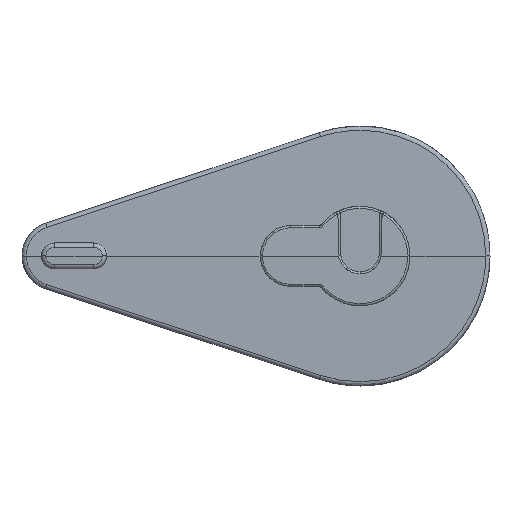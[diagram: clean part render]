
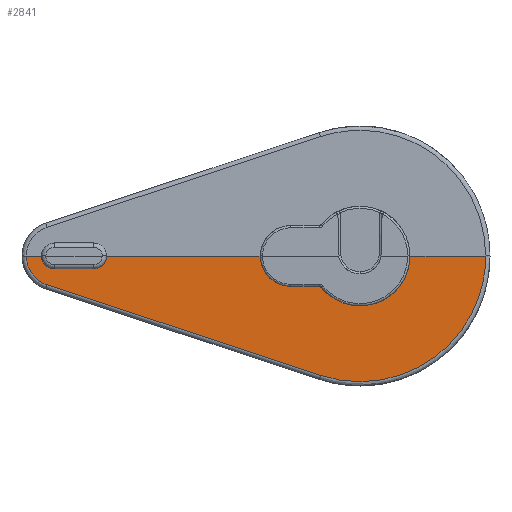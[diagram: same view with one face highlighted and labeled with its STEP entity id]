
A CAD part, left-side view. The second image highlights one B-rep face of the part: STEP entity #2841.
In plain terms, the highlighted planar face has unit normal (-1, 0, -0.018).
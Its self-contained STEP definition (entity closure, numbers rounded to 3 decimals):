
#202 = AXIS2_PLACEMENT_3D ( 'NONE', #6840, #6757, #6752 ) ;
#239 = CARTESIAN_POINT ( 'NONE',  ( 6.558, 36.1, -3.331 ) ) ;
#333 = ORIENTED_EDGE ( 'NONE', *, *, #1930, .T. ) ;
#731 =( BOUNDED_CURVE ( )  B_SPLINE_CURVE ( 3, ( #7473, #7377, #7264, #7308 ),
 .UNSPECIFIED., .F., .F. ) 
 B_SPLINE_CURVE_WITH_KNOTS ( ( 4, 4 ),
 ( 4.712, 6.283 ),
 .UNSPECIFIED. ) 
 CURVE ( )  GEOMETRIC_REPRESENTATION_ITEM ( )  RATIONAL_B_SPLINE_CURVE ( ( 1., 0.805, 0.805, 1. ) ) 
 REPRESENTATION_ITEM ( '' )  );
#867 = VECTOR ( 'NONE', #3698, 1000. ) ;
#957 = CARTESIAN_POINT ( 'NONE',  ( 6.5, 29.25, 0. ) ) ;
#984 = ORIENTED_EDGE ( 'NONE', *, *, #1763, .T. ) ;
#1047 = VERTEX_POINT ( 'NONE', #7069 ) ;
#1121 = CARTESIAN_POINT ( 'NONE',  ( 6.526, 35.25, -1.5 ) ) ;
#1215 =( BOUNDED_CURVE ( )  B_SPLINE_CURVE ( 3, ( #2392, #2523, #2337, #2310 ),
 .UNSPECIFIED., .F., .T. ) 
 B_SPLINE_CURVE_WITH_KNOTS ( ( 4, 4 ),
 ( 4.71, 5.963 ),
 .UNSPECIFIED. ) 
 CURVE ( )  GEOMETRIC_REPRESENTATION_ITEM ( )  RATIONAL_B_SPLINE_CURVE ( ( 1., 0.873, 0.873, 1. ) ) 
 REPRESENTATION_ITEM ( '' )  );
#1326 = ORIENTED_EDGE ( 'NONE', *, *, #1867, .T. ) ;
#1574 = LINE ( 'NONE', #4413, #4607 ) ;
#1763 = EDGE_CURVE ( 'NONE', #2941, #5736, #1574, .T. ) ;
#1867 = EDGE_CURVE ( 'NONE', #6163, #1047, #7247, .T. ) ;
#1875 = EDGE_CURVE ( 'NONE', #1047, #4524, #3135, .T. ) ;
#1887 = ORIENTED_EDGE ( 'NONE', *, *, #1969, .F. ) ;
#1929 = CARTESIAN_POINT ( 'NONE',  ( 6.5, 38.5, 0. ) ) ;
#1930 = EDGE_CURVE ( 'NONE', #4524, #4359, #7094, .T. ) ;
#1969 = EDGE_CURVE ( 'NONE', #2003, #4359, #3042, .T. ) ;
#1988 = EDGE_CURVE ( 'NONE', #2003, #5084, #4222, .T. ) ;
#2003 = VERTEX_POINT ( 'NONE', #3710 ) ;
#2051 = EDGE_CURVE ( 'NONE', #3486, #5084, #3014, .T. ) ;
#2052 = EDGE_CURVE ( 'NONE', #6395, #3486, #4015, .T. ) ;
#2244 = CARTESIAN_POINT ( 'NONE',  ( 6.5, -14.5, 0. ) ) ;
#2310 = CARTESIAN_POINT ( 'NONE',  ( 6.558, 36.1, -3.331 ) ) ;
#2337 = CARTESIAN_POINT ( 'NONE',  ( 6.55, 37.588, -2.839 ) ) ;
#2392 = CARTESIAN_POINT ( 'NONE',  ( 6.5, 38.5, 0. ) ) ;
#2523 = CARTESIAN_POINT ( 'NONE',  ( 6.527, 38.504, -1.567 ) ) ;
#2783 = FACE_OUTER_BOUND ( 'NONE', #5756, .T. ) ;
#2841 = ADVANCED_FACE ( 'NONE', ( #2783 ), #6796, .T. ) ;
#2941 = VERTEX_POINT ( 'NONE', #4839 ) ;
#3014 =( BOUNDED_CURVE ( )  B_SPLINE_CURVE ( 3, ( #3554, #3539, #3543, #3520 ),
 .UNSPECIFIED., .F., .T. ) 
 B_SPLINE_CURVE_WITH_KNOTS ( ( 4, 4 ),
 ( 0., 1.571 ),
 .UNSPECIFIED. ) 
 CURVE ( )  GEOMETRIC_REPRESENTATION_ITEM ( )  RATIONAL_B_SPLINE_CURVE ( ( 1., 0.805, 0.805, 1. ) ) 
 REPRESENTATION_ITEM ( '' )  );
#3042 =( BOUNDED_CURVE ( )  B_SPLINE_CURVE ( 3, ( #3927, #3899, #3860, #3824 ),
 .UNSPECIFIED., .F., .T. ) 
 B_SPLINE_CURVE_WITH_KNOTS ( ( 4, 4 ),
 ( 1.571, 4.712 ),
 .UNSPECIFIED. ) 
 CURVE ( )  GEOMETRIC_REPRESENTATION_ITEM ( )  RATIONAL_B_SPLINE_CURVE ( ( 1., 0.333, 0.333, 1. ) ) 
 REPRESENTATION_ITEM ( '' )  );
#3095 = ORIENTED_EDGE ( 'NONE', *, *, #1875, .T. ) ;
#3118 = EDGE_CURVE ( 'NONE', #5736, #6163, #1215, .T. ) ;
#3135 =( BOUNDED_CURVE ( )  B_SPLINE_CURVE ( 3, ( #4072, #4083, #4002, #4000 ),
 .UNSPECIFIED., .F., .T. ) 
 B_SPLINE_CURVE_WITH_KNOTS ( ( 4, 4 ),
 ( 2.822, 4.713 ),
 .UNSPECIFIED. ) 
 CURVE ( )  GEOMETRIC_REPRESENTATION_ITEM ( )  RATIONAL_B_SPLINE_CURVE ( ( 1., 0.724, 0.724, 1. ) ) 
 REPRESENTATION_ITEM ( '' )  );
#3382 = DIRECTION ( 'NONE',  ( 0., -1., 0. ) ) ;
#3486 = VERTEX_POINT ( 'NONE', #4483 ) ;
#3520 = CARTESIAN_POINT ( 'NONE',  ( 6.5, 29.25, 0. ) ) ;
#3529 = CARTESIAN_POINT ( 'NONE',  ( 6.526, 0., -1.5 ) ) ;
#3539 = CARTESIAN_POINT ( 'NONE',  ( 6.526, 29.871, -1.5 ) ) ;
#3543 = CARTESIAN_POINT ( 'NONE',  ( 6.515, 29.25, -0.879 ) ) ;
#3554 = CARTESIAN_POINT ( 'NONE',  ( 6.526, 30.75, -1.5 ) ) ;
#3685 = ORIENTED_EDGE ( 'NONE', *, *, #2052, .F. ) ;
#3698 = DIRECTION ( 'NONE',  ( 0., 1., 0. ) ) ;
#3710 = CARTESIAN_POINT ( 'NONE',  ( 6.5, 5.75, 0. ) ) ;
#3824 = CARTESIAN_POINT ( 'NONE',  ( 6.5, -5.75, 0. ) ) ;
#3860 = CARTESIAN_POINT ( 'NONE',  ( 6.701, -5.75, -11.5 ) ) ;
#3881 = CARTESIAN_POINT ( 'NONE',  ( 6.5, 0., 0. ) ) ;
#3899 = CARTESIAN_POINT ( 'NONE',  ( 6.701, 5.75, -11.5 ) ) ;
#3914 = DIRECTION ( 'NONE',  ( 0., 1., 0. ) ) ;
#3927 = CARTESIAN_POINT ( 'NONE',  ( 6.5, 5.75, 0. ) ) ;
#3948 = CARTESIAN_POINT ( 'NONE',  ( 6.5, 0., 0. ) ) ;
#4000 = CARTESIAN_POINT ( 'NONE',  ( 6.5, -14.5, 0. ) ) ;
#4002 = CARTESIAN_POINT ( 'NONE',  ( 6.689, -14.507, -10.833 ) ) ;
#4015 = LINE ( 'NONE', #3529, #6927 ) ;
#4030 = DIRECTION ( 'NONE',  ( 0.005, -0.949, -0.314 ) ) ;
#4064 = CARTESIAN_POINT ( 'NONE',  ( 6.74, 4.56, -13.773 ) ) ;
#4072 = CARTESIAN_POINT ( 'NONE',  ( 6.74, 4.557, -13.774 ) ) ;
#4083 = CARTESIAN_POINT ( 'NONE',  ( 6.8, -5.727, -17.179 ) ) ;
#4222 = LINE ( 'NONE', #3881, #867 ) ;
#4280 = CARTESIAN_POINT ( 'NONE',  ( 6.5, -5.75, 0. ) ) ;
#4339 = ORIENTED_EDGE ( 'NONE', *, *, #3118, .T. ) ;
#4359 = VERTEX_POINT ( 'NONE', #4280 ) ;
#4394 = DIRECTION ( 'NONE',  ( 0., 1., 0. ) ) ;
#4413 = CARTESIAN_POINT ( 'NONE',  ( 6.5, 0., 0. ) ) ;
#4483 = CARTESIAN_POINT ( 'NONE',  ( 6.526, 30.75, -1.5 ) ) ;
#4524 = VERTEX_POINT ( 'NONE', #2244 ) ;
#4607 = VECTOR ( 'NONE', #4394, 1000. ) ;
#4839 = CARTESIAN_POINT ( 'NONE',  ( 6.5, 36.75, 0. ) ) ;
#5084 = VERTEX_POINT ( 'NONE', #957 ) ;
#5103 = ORIENTED_EDGE ( 'NONE', *, *, #1988, .T. ) ;
#5230 = EDGE_CURVE ( 'NONE', #2941, #6395, #731, .T. ) ;
#5481 = ORIENTED_EDGE ( 'NONE', *, *, #5230, .F. ) ;
#5630 = VECTOR ( 'NONE', #3914, 1000. ) ;
#5736 = VERTEX_POINT ( 'NONE', #1929 ) ;
#5756 = EDGE_LOOP ( 'NONE', ( #984, #4339, #1326, #3095, #333, #1887, #5103, #6618, #3685, #5481 ) ) ;
#6163 = VERTEX_POINT ( 'NONE', #239 ) ;
#6395 = VERTEX_POINT ( 'NONE', #1121 ) ;
#6618 = ORIENTED_EDGE ( 'NONE', *, *, #2051, .F. ) ;
#6752 = DIRECTION ( 'NONE',  ( -0.017, 0., 1. ) ) ;
#6757 = DIRECTION ( 'NONE',  ( -1., 0., -0.017 ) ) ;
#6796 = PLANE ( 'NONE',  #202 ) ;
#6840 = CARTESIAN_POINT ( 'NONE',  ( 6.5, 0., 0. ) ) ;
#6927 = VECTOR ( 'NONE', #3382, 1000. ) ;
#7069 = CARTESIAN_POINT ( 'NONE',  ( 6.74, 4.557, -13.774 ) ) ;
#7094 = LINE ( 'NONE', #3948, #5630 ) ;
#7247 = LINE ( 'NONE', #4064, #7408 ) ;
#7264 = CARTESIAN_POINT ( 'NONE',  ( 6.526, 36.129, -1.5 ) ) ;
#7308 = CARTESIAN_POINT ( 'NONE',  ( 6.526, 35.25, -1.5 ) ) ;
#7377 = CARTESIAN_POINT ( 'NONE',  ( 6.515, 36.75, -0.879 ) ) ;
#7408 = VECTOR ( 'NONE', #4030, 1000. ) ;
#7473 = CARTESIAN_POINT ( 'NONE',  ( 6.5, 36.75, 0. ) ) ;
